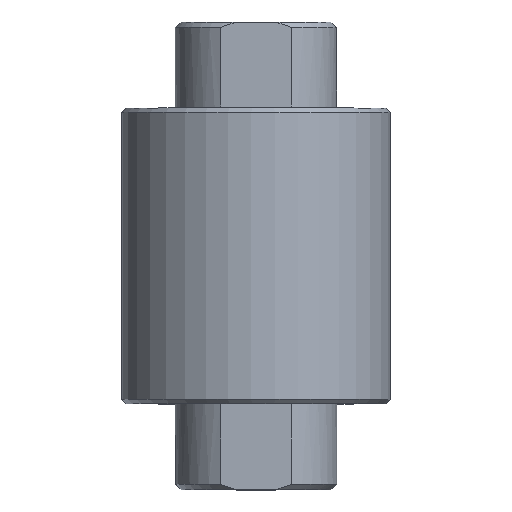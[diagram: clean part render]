
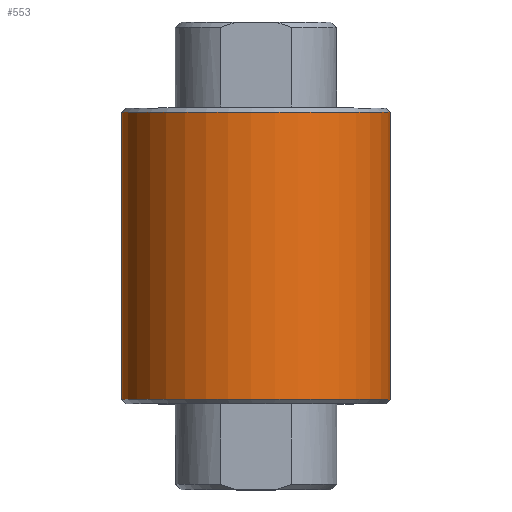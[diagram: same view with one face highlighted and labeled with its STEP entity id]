
A CAD part, top view. The second image highlights one B-rep face of the part: STEP entity #553.
In plain terms, the highlighted cylindrical face has radius 25 mm (diameter 50 mm), a full revolution.
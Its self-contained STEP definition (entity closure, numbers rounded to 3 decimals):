
#72=FACE_OUTER_BOUND('',#113,.T.);
#113=EDGE_LOOP('',(#405,#406,#407,#408));
#150=LINE('',#914,#179);
#179=VECTOR('',#733,25.);
#212=CIRCLE('',#621,25.);
#214=CIRCLE('',#625,25.);
#255=VERTEX_POINT('',#906);
#257=VERTEX_POINT('',#913);
#311=EDGE_CURVE('',#255,#255,#212,.T.);
#314=EDGE_CURVE('',#255,#257,#150,.T.);
#315=EDGE_CURVE('',#257,#257,#214,.T.);
#405=ORIENTED_EDGE('',*,*,#311,.F.);
#406=ORIENTED_EDGE('',*,*,#314,.T.);
#407=ORIENTED_EDGE('',*,*,#315,.F.);
#408=ORIENTED_EDGE('',*,*,#314,.F.);
#539=CYLINDRICAL_SURFACE('',#624,25.);
#553=ADVANCED_FACE('',(#72),#539,.T.);
#621=AXIS2_PLACEMENT_3D('',#907,#724,#725);
#624=AXIS2_PLACEMENT_3D('',#912,#731,#732);
#625=AXIS2_PLACEMENT_3D('',#915,#734,#735);
#724=DIRECTION('center_axis',(0.,-1.,0.));
#725=DIRECTION('ref_axis',(-0.99,0.,0.14));
#731=DIRECTION('center_axis',(0.,-1.,0.));
#732=DIRECTION('ref_axis',(-0.99,0.,0.14));
#733=DIRECTION('',(0.,1.,0.));
#734=DIRECTION('center_axis',(0.,1.,0.));
#735=DIRECTION('ref_axis',(-0.99,0.,0.14));
#906=CARTESIAN_POINT('',(22.705,-50.447,-3.505));
#907=CARTESIAN_POINT('Origin',(-2.048,-50.447,0.));
#912=CARTESIAN_POINT('Origin',(-2.048,3.753,0.));
#913=CARTESIAN_POINT('',(22.705,2.953,-3.505));
#914=CARTESIAN_POINT('',(22.705,3.753,-3.505));
#915=CARTESIAN_POINT('Origin',(-2.048,2.953,0.));
